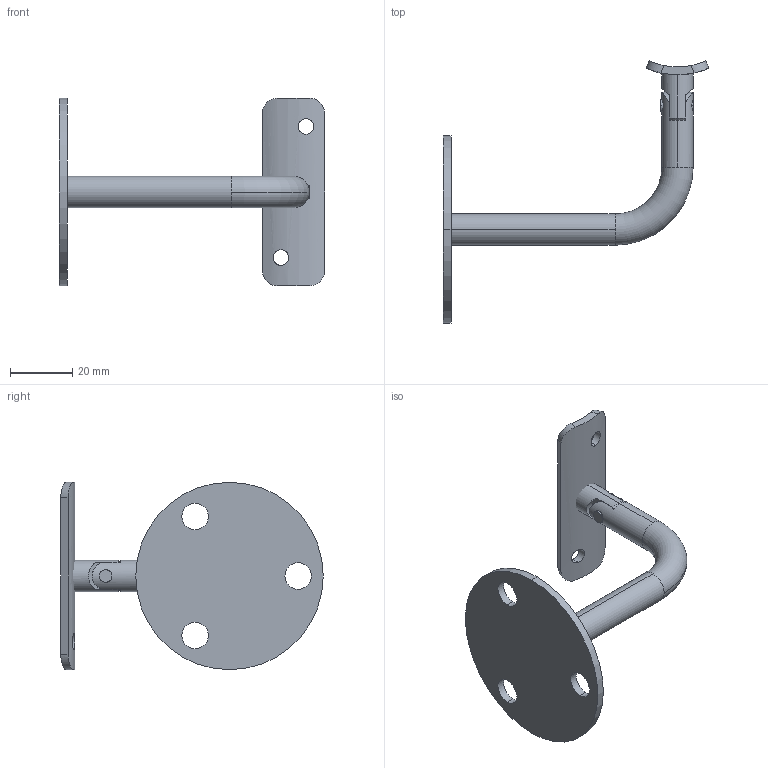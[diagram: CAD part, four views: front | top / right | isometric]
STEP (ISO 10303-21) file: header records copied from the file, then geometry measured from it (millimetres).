
FILE_DESCRIPTION (( 'STEP AP203' ), '1' );
FILE_NAME ('3D_GW2792_42.4_188681560.STEP', '2024-09-28T08:50:44', ( '' ), ( '' ), 'SwSTEP 2.0', 'SolidWorks 2024', '' );
FILE_SCHEMA (( 'CONFIG_CONTROL_DESIGN' ));
Length unit declared in the file: millimetre
Products named in the file (1): 3D_GW2792_42.4_188681560
Bounding box: 85 x 84.02 x 60 mm (x, y, z)
Volume: 18411.2 mm3; surface area: 12594.2 mm2
Topology: 2 solids, 2 shells, 65 faces, 166 edges, 110 vertices
Faces by surface type: cylinder 38, plane 21, sphere 4, torus 2
Entity records: 2689 total; most frequent: CARTESIAN_POINT 984, DIRECTION 346, ORIENTED_EDGE 332, EDGE_CURVE 166, AXIS2_PLACEMENT_3D 142, VERTEX_POINT 110, EDGE_LOOP 84, CIRCLE 76
